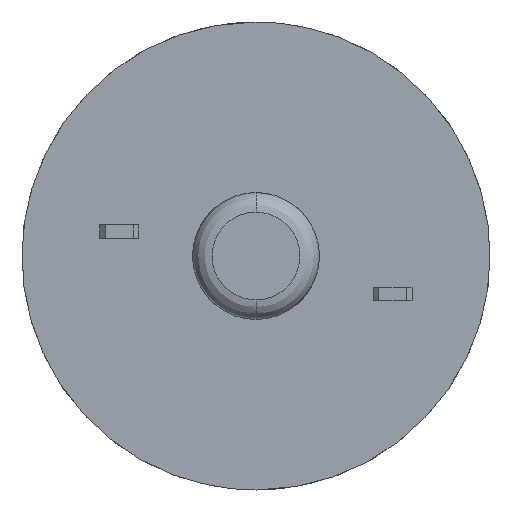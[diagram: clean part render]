
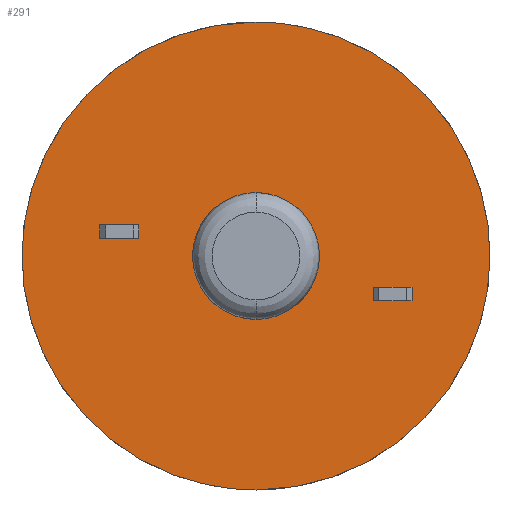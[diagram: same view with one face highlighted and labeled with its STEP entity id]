
A CAD part, front view. The second image highlights one B-rep face of the part: STEP entity #291.
In plain terms, the highlighted free-form (B-spline) face has degree [1, 1] with [2, 2] control points.
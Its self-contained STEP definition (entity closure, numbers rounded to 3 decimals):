
#180 = VERTEX_POINT('',#181);
#181 = CARTESIAN_POINT('',(0.,-26.734,
    -2.657));
#186 = EDGE_CURVE('',#180,#187,#189,.T.);
#187 = VERTEX_POINT('',#188);
#188 = CARTESIAN_POINT('',(0.,-26.734,2.657));
#189 = ( BOUNDED_CURVE() B_SPLINE_CURVE(2,(#190,#191,#192,#193,#194),
.UNSPECIFIED.,.F.,.F.) B_SPLINE_CURVE_WITH_KNOTS((3,2,3),(0.,
1.571,3.142),.PIECEWISE_BEZIER_KNOTS.) CURVE() 
GEOMETRIC_REPRESENTATION_ITEM() RATIONAL_B_SPLINE_CURVE((1.,
0.707,1.,0.707,1.)) REPRESENTATION_ITEM('') );
#190 = CARTESIAN_POINT('',(0.,-26.734,-2.657));
#191 = CARTESIAN_POINT('',(2.657,-26.734,
    -2.657));
#192 = CARTESIAN_POINT('',(2.657,-26.734,
    0.));
#193 = CARTESIAN_POINT('',(2.657,-26.734,2.657
    ));
#194 = CARTESIAN_POINT('',(0.,-26.734,
    2.657));
#215 = EDGE_CURVE('',#216,#218,#220,.T.);
#216 = VERTEX_POINT('',#217);
#217 = CARTESIAN_POINT('',(0.,-26.734,
    -9.811));
#218 = VERTEX_POINT('',#219);
#219 = CARTESIAN_POINT('',(0.,-26.734,9.811));
#220 = ( BOUNDED_CURVE() B_SPLINE_CURVE(2,(#221,#222,#223,#224,#225),
.UNSPECIFIED.,.F.,.F.) B_SPLINE_CURVE_WITH_KNOTS((3,2,3),(0.,
1.571,3.142),.PIECEWISE_BEZIER_KNOTS.) CURVE() 
GEOMETRIC_REPRESENTATION_ITEM() RATIONAL_B_SPLINE_CURVE((1.,
0.707,1.,0.707,1.)) REPRESENTATION_ITEM('') );
#221 = CARTESIAN_POINT('',(0.,-26.734,-9.811));
#222 = CARTESIAN_POINT('',(9.811,-26.734,
    -9.811));
#223 = CARTESIAN_POINT('',(9.811,-26.734,
    0.));
#224 = CARTESIAN_POINT('',(9.811,-26.734,9.811
    ));
#225 = CARTESIAN_POINT('',(0.,-26.734,
    9.811));
#264 = EDGE_CURVE('',#218,#216,#265,.T.);
#265 = ( BOUNDED_CURVE() B_SPLINE_CURVE(2,(#266,#267,#268,#269,#270),
.UNSPECIFIED.,.F.,.F.) B_SPLINE_CURVE_WITH_KNOTS((3,2,3),(3.142,
4.712,6.283),.PIECEWISE_BEZIER_KNOTS.) CURVE() 
GEOMETRIC_REPRESENTATION_ITEM() RATIONAL_B_SPLINE_CURVE((1.,
0.707,1.,0.707,1.)) REPRESENTATION_ITEM('') );
#266 = CARTESIAN_POINT('',(0.,-26.734,
    9.811));
#267 = CARTESIAN_POINT('',(-9.811,-26.734,
    9.811));
#268 = CARTESIAN_POINT('',(-9.811,-26.734,
    0.));
#269 = CARTESIAN_POINT('',(-9.811,-26.734,
    -9.811));
#270 = CARTESIAN_POINT('',(0.,-26.734,
    -9.811));
#291 = ADVANCED_FACE('',(#292,#303),#307,.T.);
#292 = FACE_BOUND('',#293,.T.);
#293 = EDGE_LOOP('',(#294,#302));
#294 = ORIENTED_EDGE('',*,*,#295,.F.);
#295 = EDGE_CURVE('',#187,#180,#296,.T.);
#296 = ( BOUNDED_CURVE() B_SPLINE_CURVE(2,(#297,#298,#299,#300,#301),
.UNSPECIFIED.,.F.,.F.) B_SPLINE_CURVE_WITH_KNOTS((3,2,3),(3.142,
4.712,6.283),.PIECEWISE_BEZIER_KNOTS.) CURVE() 
GEOMETRIC_REPRESENTATION_ITEM() RATIONAL_B_SPLINE_CURVE((1.,
0.707,1.,0.707,1.)) REPRESENTATION_ITEM('') );
#297 = CARTESIAN_POINT('',(0.,-26.734,
    2.657));
#298 = CARTESIAN_POINT('',(-2.657,-26.734,
    2.657));
#299 = CARTESIAN_POINT('',(-2.657,-26.734,
    0.));
#300 = CARTESIAN_POINT('',(-2.657,-26.734,
    -2.657));
#301 = CARTESIAN_POINT('',(0.,-26.734,
    -2.657));
#302 = ORIENTED_EDGE('',*,*,#186,.F.);
#303 = FACE_BOUND('',#304,.T.);
#304 = EDGE_LOOP('',(#305,#306));
#305 = ORIENTED_EDGE('',*,*,#264,.T.);
#306 = ORIENTED_EDGE('',*,*,#215,.T.);
#307 = B_SPLINE_SURFACE_WITH_KNOTS('',1,1,(
    (#308,#309)
    ,(#310,#311
    )),.UNSPECIFIED.,.F.,.F.,.F.,(2,2),(2,2),(-12.,12.),(-12.,12.),
  .PIECEWISE_BEZIER_KNOTS.);
#308 = CARTESIAN_POINT('',(-9.811,-26.734,
    9.811));
#309 = CARTESIAN_POINT('',(9.811,-26.734,9.811
    ));
#310 = CARTESIAN_POINT('',(-9.811,-26.734,
    -9.811));
#311 = CARTESIAN_POINT('',(9.811,-26.734,
    -9.811));
